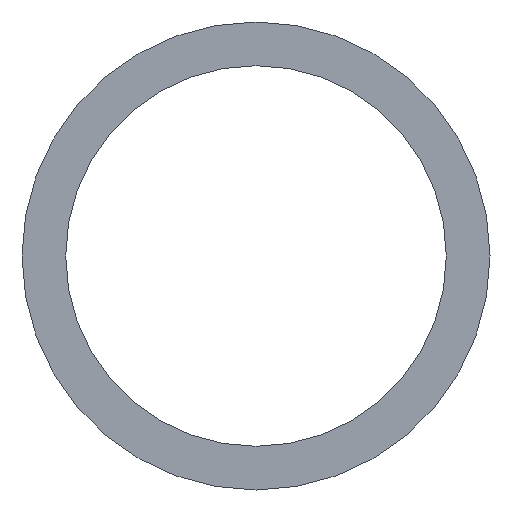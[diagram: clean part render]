
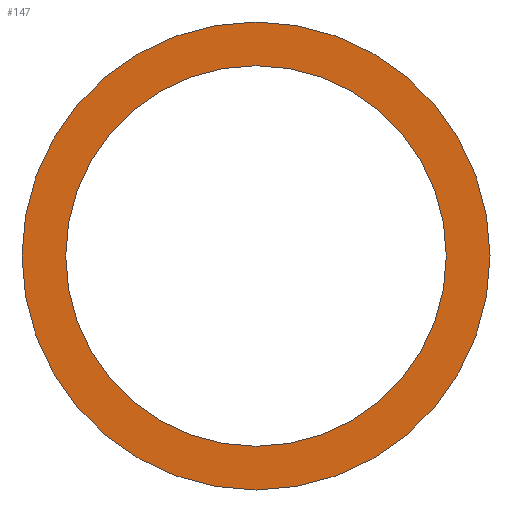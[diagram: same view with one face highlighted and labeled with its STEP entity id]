
A CAD part, front view. The second image highlights one B-rep face of the part: STEP entity #147.
In plain terms, the highlighted planar face has unit normal (0, -1, 0).
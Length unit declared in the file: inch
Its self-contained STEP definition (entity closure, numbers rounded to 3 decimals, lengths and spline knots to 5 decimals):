
#7 = PLANE ( 'NONE',  #231 ) ;
#27 = CARTESIAN_POINT ( 'NONE',  ( 0., 0., 0. ) ) ;
#30 = DIRECTION ( 'NONE',  ( 0., 1., 0. ) ) ;
#40 = DIRECTION ( 'NONE',  ( 0., 1., 0. ) ) ;
#45 = DIRECTION ( 'NONE',  ( 0., 1., 0. ) ) ;
#59 = ORIENTED_EDGE ( 'NONE', *, *, #227, .T. ) ;
#61 = CARTESIAN_POINT ( 'NONE',  ( 0., 0., 0. ) ) ;
#63 = AXIS2_PLACEMENT_3D ( 'NONE', #202, #249, #206 ) ;
#64 = CIRCLE ( 'NONE', #63, 0.15235 ) ;
#69 = CIRCLE ( 'NONE', #77, 0.18735 ) ;
#74 = CARTESIAN_POINT ( 'NONE',  ( 0., 0., 0. ) ) ;
#77 = AXIS2_PLACEMENT_3D ( 'NONE', #205, #207, #163 ) ;
#90 = CIRCLE ( 'NONE', #219, 0.15235 ) ;
#109 = CARTESIAN_POINT ( 'NONE',  ( 0., 0., -0.15235 ) ) ;
#116 = FACE_BOUND ( 'NONE', #170, .T. ) ;
#117 = CIRCLE ( 'NONE', #193, 0.18735 ) ;
#121 = FACE_OUTER_BOUND ( 'NONE', #188, .T. ) ;
#130 = CARTESIAN_POINT ( 'NONE',  ( 0., 0., -0.18735 ) ) ;
#141 = EDGE_CURVE ( 'NONE', #145, #191, #117, .T. ) ;
#145 = VERTEX_POINT ( 'NONE', #178 ) ;
#147 = ADVANCED_FACE ( 'NONE', ( #121, #116 ), #7, .F. ) ;
#154 = EDGE_CURVE ( 'NONE', #250, #203, #90, .T. ) ;
#160 = ORIENTED_EDGE ( 'NONE', *, *, #141, .F. ) ;
#163 = DIRECTION ( 'NONE',  ( 0., 0., 1. ) ) ;
#164 = ORIENTED_EDGE ( 'NONE', *, *, #154, .T. ) ;
#165 = DIRECTION ( 'NONE',  ( 0., 0., 1. ) ) ;
#170 = EDGE_LOOP ( 'NONE', ( #164, #59 ) ) ;
#178 = CARTESIAN_POINT ( 'NONE',  ( 0., 0., 0.18735 ) ) ;
#185 = CARTESIAN_POINT ( 'NONE',  ( 0., 0., 0.15235 ) ) ;
#188 = EDGE_LOOP ( 'NONE', ( #204, #160 ) ) ;
#191 = VERTEX_POINT ( 'NONE', #130 ) ;
#193 = AXIS2_PLACEMENT_3D ( 'NONE', #27, #40, #236 ) ;
#201 = DIRECTION ( 'NONE',  ( 0., 0., 1. ) ) ;
#202 = CARTESIAN_POINT ( 'NONE',  ( 0., 0., 0. ) ) ;
#203 = VERTEX_POINT ( 'NONE', #185 ) ;
#204 = ORIENTED_EDGE ( 'NONE', *, *, #239, .F. ) ;
#205 = CARTESIAN_POINT ( 'NONE',  ( 0., 0., 0. ) ) ;
#206 = DIRECTION ( 'NONE',  ( 0., 0., 1. ) ) ;
#207 = DIRECTION ( 'NONE',  ( 0., 1., 0. ) ) ;
#219 = AXIS2_PLACEMENT_3D ( 'NONE', #61, #45, #165 ) ;
#227 = EDGE_CURVE ( 'NONE', #203, #250, #64, .T. ) ;
#231 = AXIS2_PLACEMENT_3D ( 'NONE', #74, #30, #201 ) ;
#236 = DIRECTION ( 'NONE',  ( 0., 0., 1. ) ) ;
#239 = EDGE_CURVE ( 'NONE', #191, #145, #69, .T. ) ;
#249 = DIRECTION ( 'NONE',  ( 0., 1., 0. ) ) ;
#250 = VERTEX_POINT ( 'NONE', #109 ) ;
